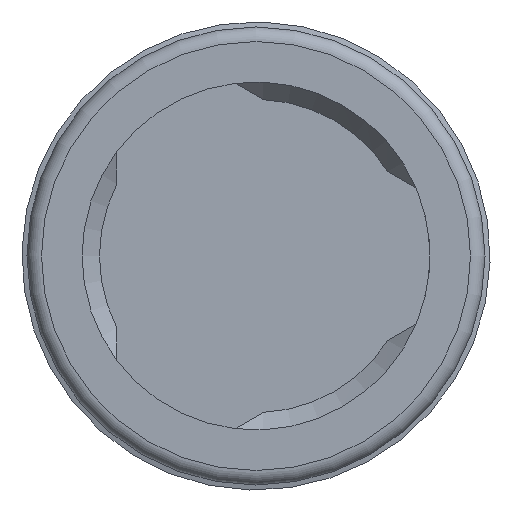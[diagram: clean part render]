
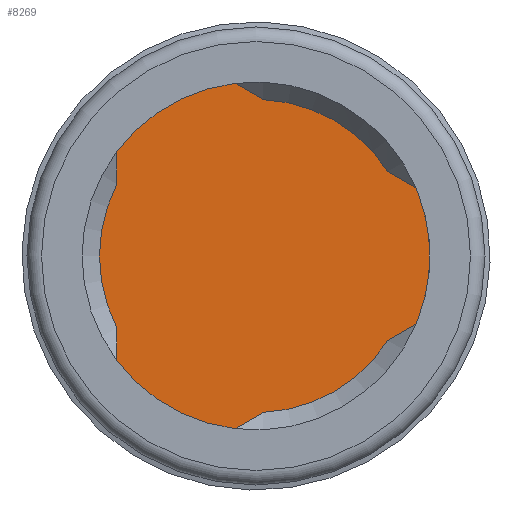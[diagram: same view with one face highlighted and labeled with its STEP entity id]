
A CAD part, left-side view. The second image highlights one B-rep face of the part: STEP entity #8269.
In plain terms, the highlighted planar face has unit normal (-1, 0, 0).
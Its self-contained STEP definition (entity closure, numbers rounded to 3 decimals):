
#2326=FACE_OUTER_BOUND('',#2814,.T.);
#2814=EDGE_LOOP('',(#5698));
#3402=CIRCLE('',#8769,6.15);
#3690=VERTEX_POINT('',#11152);
#4501=EDGE_CURVE('',#3690,#3690,#3402,.T.);
#5698=ORIENTED_EDGE('',*,*,#4501,.T.);
#8092=PLANE('',#8768);
#8269=ADVANCED_FACE('',(#2326),#8092,.T.);
#8768=AXIS2_PLACEMENT_3D('',#11151,#9394,#9395);
#8769=AXIS2_PLACEMENT_3D('',#11153,#9396,#9397);
#9394=DIRECTION('center_axis',(-1.,0.,0.));
#9395=DIRECTION('ref_axis',(0.,0.,1.));
#9396=DIRECTION('center_axis',(-1.,0.,0.));
#9397=DIRECTION('ref_axis',(0.,-1.,0.));
#11151=CARTESIAN_POINT('Origin',(5.,6.309,0.));
#11152=CARTESIAN_POINT('',(5.,-6.15,0.));
#11153=CARTESIAN_POINT('Origin',(5.,0.,0.));
